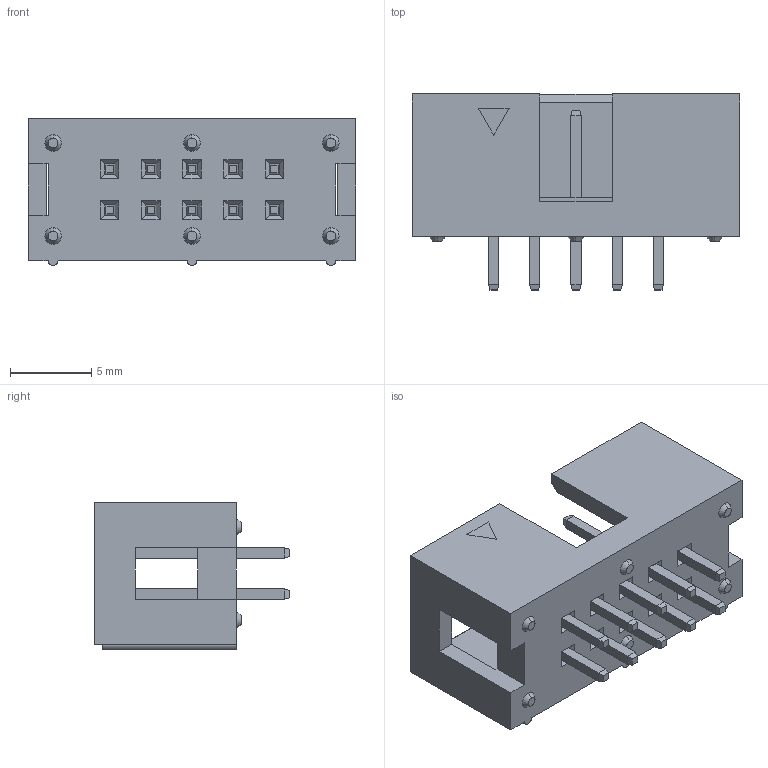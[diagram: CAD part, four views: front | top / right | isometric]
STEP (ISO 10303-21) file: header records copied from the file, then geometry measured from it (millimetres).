
FILE_DESCRIPTION (( 'STEP AP214' ), '1' );
FILE_NAME ('SBH11-PBPC-D05-ST-BK.STEP', '2023-08-23T03:50:43', ( '' ), ( '' ), 'SwSTEP 2.0', 'SolidWorks 2021', '' );
FILE_SCHEMA (( 'AUTOMOTIVE_DESIGN' ));
Length unit declared in the file: inch
Products named in the file (1): SBH11-PBPC-D05-ST-BK
Bounding box: 20.19 x 12.09 x 9.09 mm (x, y, z)
Volume: 762.1 mm3; surface area: 1451.1 mm2
Topology: 12 solids, 12 shells, 285 faces, 650 edges, 392 vertices
Faces by surface type: plane 267, cone 12, cylinder 6
Entity records: 9737 total; most frequent: CARTESIAN_POINT 1328, ORIENTED_EDGE 1300, DIRECTION 1258, EDGE_CURVE 650, VECTOR 614, LINE 614, VERTEX_POINT 392, AXIS2_PLACEMENT_3D 322
